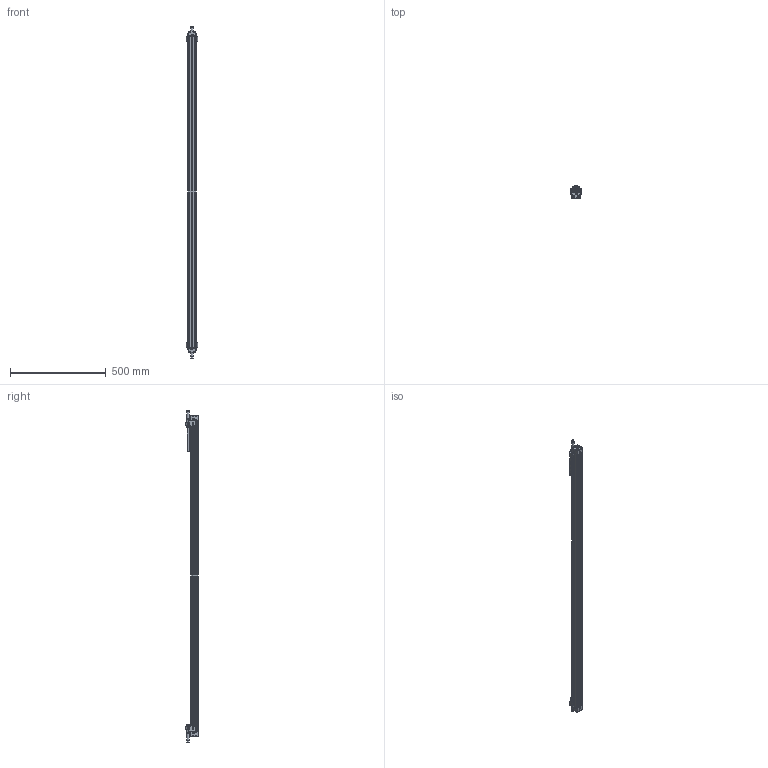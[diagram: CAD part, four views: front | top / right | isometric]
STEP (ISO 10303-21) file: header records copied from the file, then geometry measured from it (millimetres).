
FILE_DESCRIPTION (( 'STEP AP203' ), '1' );
FILE_NAME ('MXP25N_NP_SK58.000_MXP-492582-1.step', '2025-07-10T18:09:36', ( '' ), ( '' ), 'SwSTEP 2.0', 'SolidWorks 2024', '' );
FILE_SCHEMA (( 'CONFIG_CONTROL_DESIGN' ));
Length unit declared in the file: inch
Products named in the file (6): MXP25N_NP_SK58.000_MXP-492582-1; 81259023_MXP25N_NP_SK58.000_MXP-492582-1; 81259500_MXP25N_NP_SK58.000_MXP-492582-1; 81259521_MXP25N_NP_SK58.000_MXP-492582-1; Base_MXP25N_NP_SK58.000_MXP-492582-1; 49101338_MXP25N_NP_SK58.000_MXP-492582-1
Assembly tree (7 placements, depth 2):
  MXP25N_NP_SK58.000_MXP-492582-1
    81259521_MXP25N_NP_SK58.000_MXP-492582-1
    81259500_MXP25N_NP_SK58.000_MXP-492582-1
    49101338_MXP25N_NP_SK58.000_MXP-492582-1  x2
    81259023_MXP25N_NP_SK58.000_MXP-492582-1  x2
    Base_MXP25N_NP_SK58.000_MXP-492582-1
Bounding box: 62 x 65.56 x 1729.66 mm (x, y, z)
Volume: 1951428.2 mm3; surface area: 583623 mm2
Topology: 7 solids, 18 shells, 1320 faces, 3190 edges, 2020 vertices
Faces by surface type: plane 769, cylinder 353, cone 102, torus 48, bspline 32, sphere 16
Full cylindrical faces by diameter (mm): 3 x4, 3.454 x14, 3.5 x4, 3.797 x8, 4 x2, 4.064 x2, 4.166 x8, 4.699 x2, 5 x8, 5.5 x6, 6 x4, 6.4 x2, 6.858 x8, 7.544 x2, 7.9 x8, 8.433 x6, 8.5 x8, 10.16 x8, 10.75 x2, 11.176 x2, 12.5 x2, 14 x4, 24.5 x1
Entity records: 34293 total; most frequent: CARTESIAN_POINT 6873, DIRECTION 5639, ORIENTED_EDGE 5188, EDGE_CURVE 2594, AXIS2_PLACEMENT_3D 1963, VERTEX_POINT 1727, VECTOR 1713, LINE 1713
